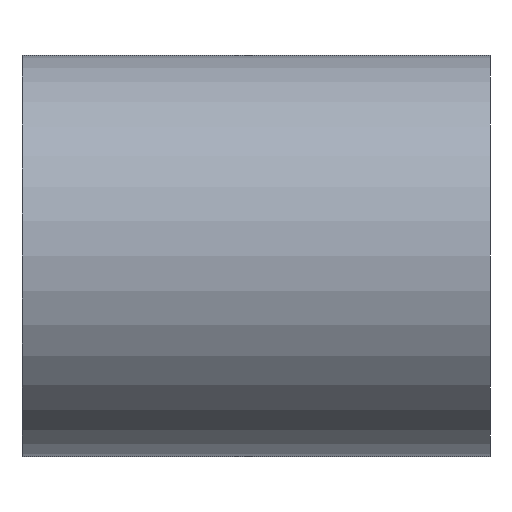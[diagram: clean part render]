
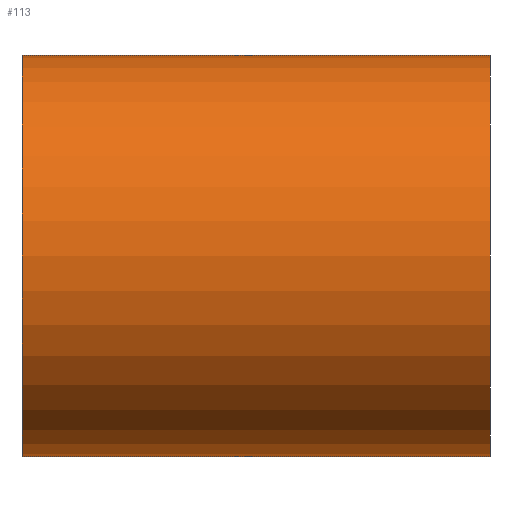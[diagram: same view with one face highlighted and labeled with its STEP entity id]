
A CAD part, left-side view. The second image highlights one B-rep face of the part: STEP entity #113.
In plain terms, the highlighted cylindrical face has radius 3 mm (diameter 6 mm), a partial arc.
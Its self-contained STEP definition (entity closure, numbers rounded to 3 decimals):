
#2 = LINE ( 'NONE', #234, #135 ) ;
#16 = CARTESIAN_POINT ( 'NONE',  ( 0., 7., 0. ) ) ;
#18 = VERTEX_POINT ( 'NONE', #227 ) ;
#20 = ORIENTED_EDGE ( 'NONE', *, *, #93, .F. ) ;
#26 = CARTESIAN_POINT ( 'NONE',  ( 0., 0., 0. ) ) ;
#28 = CARTESIAN_POINT ( 'NONE',  ( 0., 7., 0. ) ) ;
#31 = AXIS2_PLACEMENT_3D ( 'NONE', #28, #182, #202 ) ;
#38 = EDGE_CURVE ( 'NONE', #221, #18, #2, .T. ) ;
#42 = DIRECTION ( 'NONE',  ( 0., 0., -1. ) ) ;
#46 = CARTESIAN_POINT ( 'NONE',  ( 0., 7., -3. ) ) ;
#47 = EDGE_CURVE ( 'NONE', #177, #129, #179, .T. ) ;
#48 = DIRECTION ( 'NONE',  ( 0., 0., 1. ) ) ;
#61 = CYLINDRICAL_SURFACE ( 'NONE', #151, 3. ) ;
#64 = AXIS2_PLACEMENT_3D ( 'NONE', #26, #101, #48 ) ;
#91 = DIRECTION ( 'NONE',  ( 0., -1., 0. ) ) ;
#93 = EDGE_CURVE ( 'NONE', #177, #221, #95, .T. ) ;
#95 = CIRCLE ( 'NONE', #31, 3. ) ;
#101 = DIRECTION ( 'NONE',  ( 0., 1., 0. ) ) ;
#111 = EDGE_LOOP ( 'NONE', ( #229, #20, #133, #166 ) ) ;
#113 = ADVANCED_FACE ( 'NONE', ( #194 ), #61, .T. ) ;
#129 = VERTEX_POINT ( 'NONE', #168 ) ;
#133 = ORIENTED_EDGE ( 'NONE', *, *, #47, .T. ) ;
#135 = VECTOR ( 'NONE', #91, 1000. ) ;
#141 = DIRECTION ( 'NONE',  ( 0., -1., 0. ) ) ;
#142 = DIRECTION ( 'NONE',  ( 0., -1., 0. ) ) ;
#151 = AXIS2_PLACEMENT_3D ( 'NONE', #16, #142, #42 ) ;
#152 = VECTOR ( 'NONE', #141, 1000. ) ;
#162 = CARTESIAN_POINT ( 'NONE',  ( 0., 7., 3. ) ) ;
#165 = CIRCLE ( 'NONE', #64, 3. ) ;
#166 = ORIENTED_EDGE ( 'NONE', *, *, #216, .T. ) ;
#168 = CARTESIAN_POINT ( 'NONE',  ( 0., 0., -3. ) ) ;
#177 = VERTEX_POINT ( 'NONE', #200 ) ;
#179 = LINE ( 'NONE', #46, #152 ) ;
#182 = DIRECTION ( 'NONE',  ( 0., 1., 0. ) ) ;
#194 = FACE_OUTER_BOUND ( 'NONE', #111, .T. ) ;
#200 = CARTESIAN_POINT ( 'NONE',  ( 0., 7., -3. ) ) ;
#202 = DIRECTION ( 'NONE',  ( 0., 0., 1. ) ) ;
#216 = EDGE_CURVE ( 'NONE', #129, #18, #165, .T. ) ;
#221 = VERTEX_POINT ( 'NONE', #162 ) ;
#227 = CARTESIAN_POINT ( 'NONE',  ( 0., 0., 3. ) ) ;
#229 = ORIENTED_EDGE ( 'NONE', *, *, #38, .F. ) ;
#234 = CARTESIAN_POINT ( 'NONE',  ( 0., 7., 3. ) ) ;
